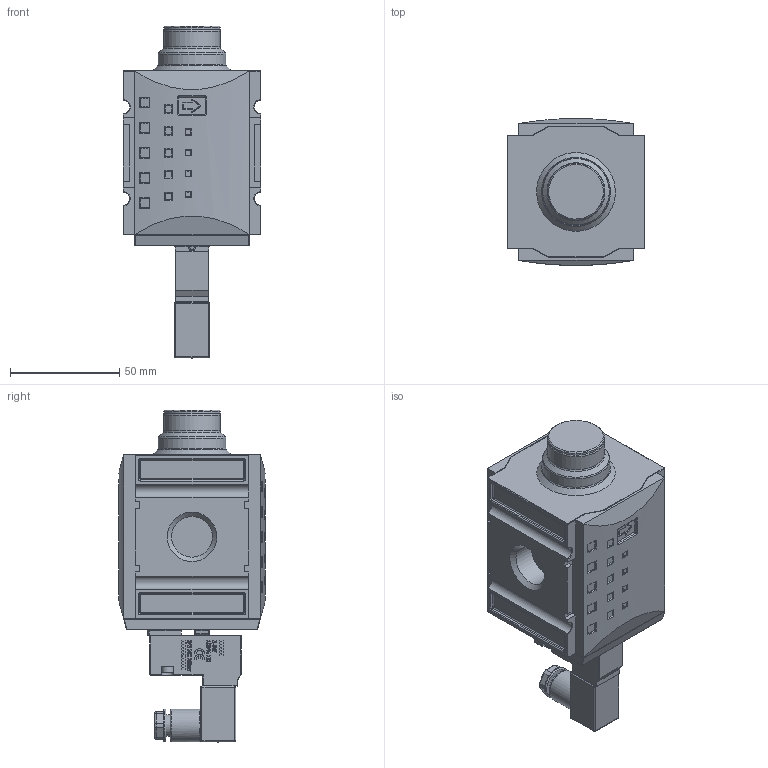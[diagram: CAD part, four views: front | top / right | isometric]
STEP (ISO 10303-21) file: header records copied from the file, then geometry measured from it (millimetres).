
FILE_DESCRIPTION((''),'2;1');
FILE_NAME('KSOV-212.stp','2010-02-02T10:49:56',('DDruske'),(''),'Autodesk Inventor 2009','Autodesk Inventor 2009','');
FILE_SCHEMA(('AUTOMOTIVE_DESIGN { 1 0 10303 214 1 1 1 1 }'));
Length unit declared in the file: millimetre
Products named in the file (1): Bauteil4
Bounding box: 63 x 67.13 x 151.87 mm (x, y, z)
Volume: 274882.4 mm3; surface area: 64274.2 mm2
Topology: 1 solids, 10 shells, 1679 faces, 4396 edges, 2770 vertices
Faces by surface type: plane 828, cylinder 355, bspline 331, torus 106, cone 34, sphere 25
Full cylindrical faces by diameter (mm): 2 x5, 2.256 x1, 2.5 x1, 3 x2, 3.2 x2, 3.7 x1, 4.9 x1, 5 x1, 5.5 x2, 10 x1, 15 x2, 18.631 x1, 25 x1, 26 x2, 31 x1, 42 x1, 42.2 x1
Entity records: 59258 total; most frequent: CARTESIAN_POINT 18682, ORIENTED_EDGE 8532, DIRECTION 7073, EDGE_CURVE 4266, VECTOR 2789, LINE 2789, VERTEX_POINT 2754, AXIS2_PLACEMENT_3D 2142
